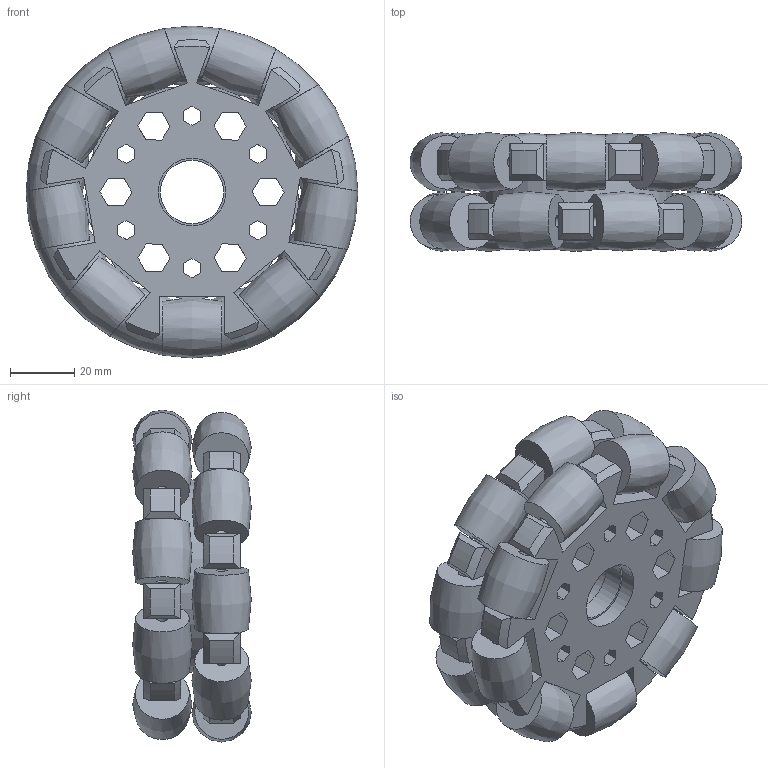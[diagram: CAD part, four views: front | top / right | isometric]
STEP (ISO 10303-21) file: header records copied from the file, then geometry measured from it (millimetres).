
FILE_DESCRIPTION(/* description */ (''),/* implementation_level */ '2;1');
FILE_NAME(/* name */ '100mm_omni_ v2.step',/* time_stamp */ '2022-11-27T23:57:26+05:30',/* author */ (''),/* organization */ (''),/* preprocessor_version */ 'ST-DEVELOPER v19.2',/* originating_system */ 'Autodesk Translation Framework v11.17.0.187',/* authorisation */ '');
FILE_SCHEMA (('AUTOMOTIVE_DESIGN { 1 0 10303 214 3 1 1 }'));
Length unit declared in the file: millimetre
Products named in the file (4): 100mm_omni_; omni_part v1; omniroller v1; Component3
Assembly tree (4 placements, depth 2):
  100mm_omni_
    omniroller v1  x2
    omni_part v1
    Component3
Bounding box: 103.56 x 37 x 103.63 mm (x, y, z)
Volume: 182891.8 mm3; surface area: 74400.2 mm2
Topology: 21 solids, 21 shells, 550 faces, 1476 edges, 984 vertices
Faces by surface type: plane 388, cylinder 108, cone 36, bspline 18
Full cylindrical faces by diameter (mm): 3.5 x54, 19.81 x3, 21.079 x2, 60 x1
Entity records: 16846 total; most frequent: CARTESIAN_POINT 3486, ORIENTED_EDGE 2844, DIRECTION 2565, EDGE_CURVE 1422, LINE 1017, VECTOR 1017, VERTEX_POINT 948, AXIS2_PLACEMENT_3D 774
